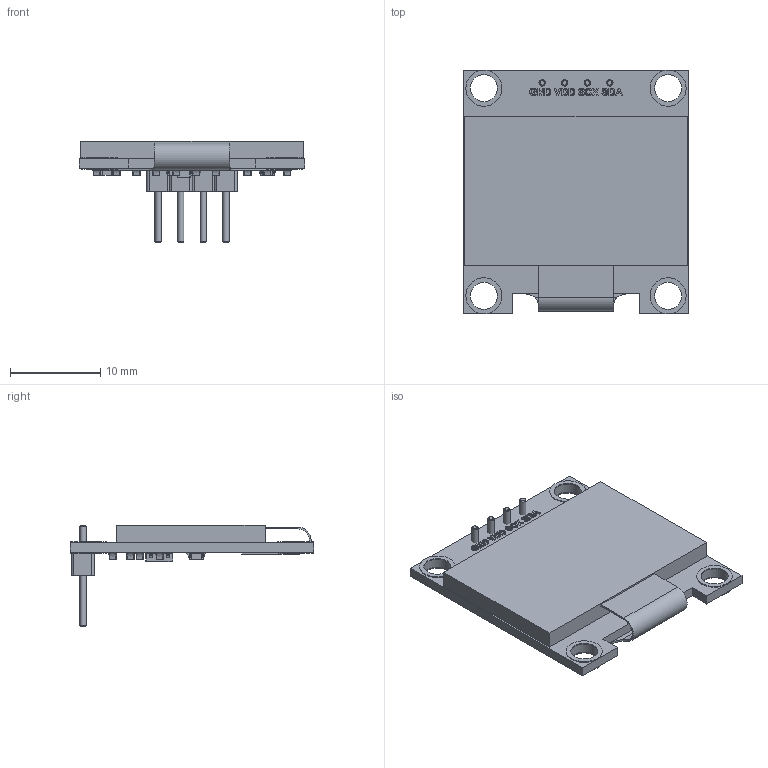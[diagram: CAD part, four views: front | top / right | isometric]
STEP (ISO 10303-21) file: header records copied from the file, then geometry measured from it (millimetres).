
FILE_DESCRIPTION(/* description */ (''),/* implementation_level */ '2;1');
FILE_NAME(/* name */ 'OLED display.step',/* time_stamp */ '2021-08-25T16:32:40+02:00',/* author */ (''),/* organization */ (''),/* preprocessor_version */ 'ST-DEVELOPER v18.1',/* originating_system */ 'Autodesk Translation Framework v10.9.0.1377',/* authorisation */ '');
FILE_SCHEMA (('AUTOMOTIVE_DESIGN { 1 0 10303 214 3 1 1 }'));
Length unit declared in the file: millimetre
Products named in the file (4): OLED display; Hřebínek 4; cap0603_03; SOP-3
Assembly tree (18 placements, depth 2):
  OLED display
    Hřebínek 4
    cap0603_03  x16
    SOP-3
Bounding box: 25 x 27 x 11.25 mm (x, y, z)
Volume: 1589.5 mm3; surface area: 3343 mm2
Topology: 71 solids, 71 shells, 2015 faces, 4608 edges, 2720 vertices
Faces by surface type: cylinder 776, plane 589, bspline 378, sphere 264, cone 8
Full cylindrical faces by diameter (mm): 0.7 x8, 3 x12, 4 x8
Entity records: 18344 total; most frequent: CARTESIAN_POINT 6147, ORIENTED_EDGE 2668, DIRECTION 2016, EDGE_CURVE 1334, VERTEX_POINT 860, LINE 754, VECTOR 754, AXIS2_PLACEMENT_3D 631
